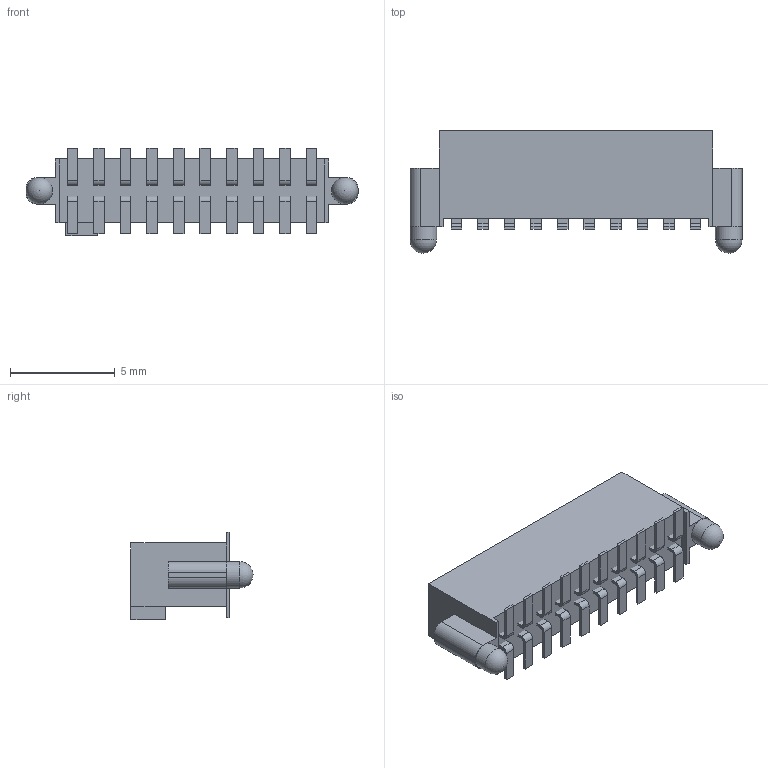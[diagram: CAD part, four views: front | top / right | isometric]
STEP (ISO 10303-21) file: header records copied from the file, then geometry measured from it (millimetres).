
FILE_DESCRIPTION( ( 'STEP AP214' ), '1' );
FILE_NAME( 'SFM-110-02-L-D-A.stp', '2019-05-29T09:28:16', ( '' ), ( '' ), ' ', 'PARTsolutions', ' ' );
FILE_SCHEMA( ( 'AUTOMOTIVE_DESIGN { 1 0 10303 214 1 1 1 1 }' ) );
Length unit declared in the file: inch
Products named in the file (3): SFM-110-02-L-D-A; _SFM-110-02-L-D-A_terminal; _C-10-02-D_pins
Assembly tree (2 placements, depth 2):
  SFM-110-02-L-D-A
    _SFM-110-02-L-D-A_terminal
    _C-10-02-D_pins
Bounding box: 15.88 x 5.84 x 4.2 mm (x, y, z)
Volume: 171.5 mm3; surface area: 485.4 mm2
Topology: 2 solids, 2 shells, 320 faces, 826 edges, 548 vertices
Faces by surface type: plane 272, cylinder 46, sphere 2
Full cylindrical faces by diameter (mm): 1.27 x2
Entity records: 12188 total; most frequent: CARTESIAN_POINT 1687, ORIENTED_EDGE 1636, DIRECTION 1560, EDGE_CURVE 818, LINE 722, VECTOR 722, VERTEX_POINT 546, AXIS2_PLACEMENT_3D 419
